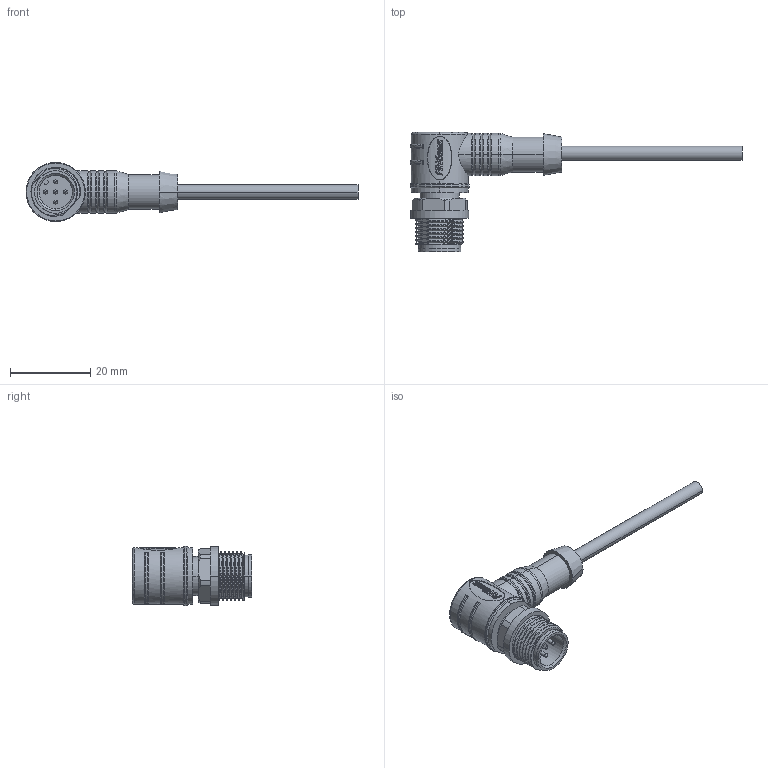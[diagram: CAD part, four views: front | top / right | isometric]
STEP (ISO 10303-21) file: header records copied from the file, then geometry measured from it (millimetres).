
FILE_DESCRIPTION (( 'STEP AP203' ), '1' );
FILE_NAME ('P107.STEP', '2020-03-31T03:35:07', ( 'edpusr' ), ( 'Microsoft' ), 'SwSTEP 2.0', 'SolidWorks 2015', '' );
FILE_SCHEMA (( 'CONFIG_CONTROL_DESIGN' ));
Length unit declared in the file: millimetre
Products named in the file (1): P107
Bounding box: 82.8 x 29.7 x 14.8 mm (x, y, z)
Volume: 5738 mm3; surface area: 3675.5 mm2
Topology: 2 solids, 2 shells, 403 faces, 1096 edges, 715 vertices
Faces by surface type: bspline 231, cylinder 93, plane 60, cone 19
Entity records: 23875 total; most frequent: CARTESIAN_POINT 15283, ORIENTED_EDGE 2172, DIRECTION 1141, EDGE_CURVE 1086, VERTEX_POINT 715, B_SPLINE_CURVE_WITH_KNOTS 433, EDGE_LOOP 431, ADVANCED_FACE 403
